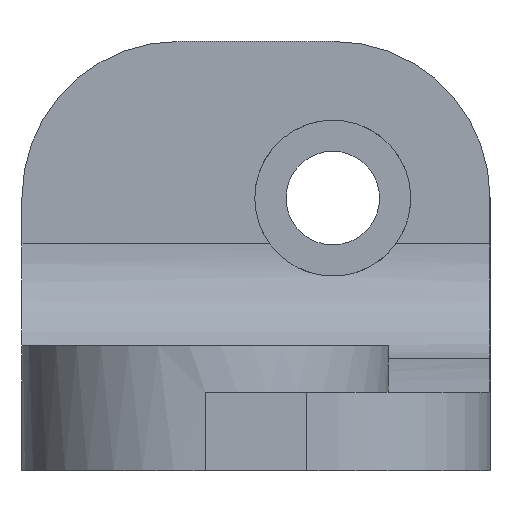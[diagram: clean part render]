
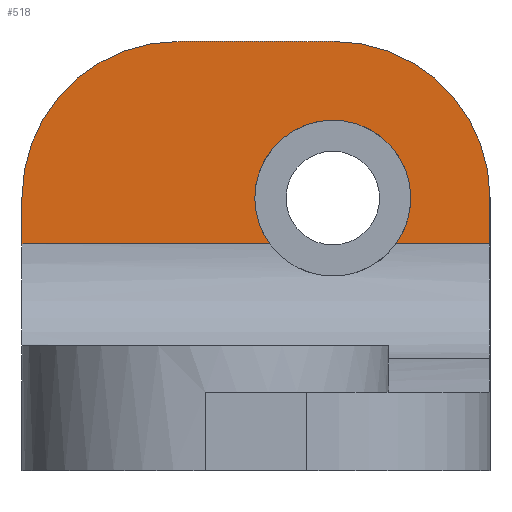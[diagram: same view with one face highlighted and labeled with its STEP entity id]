
A CAD part, left-side view. The second image highlights one B-rep face of the part: STEP entity #518.
In plain terms, the highlighted planar face has unit normal (-1, 0, 0).
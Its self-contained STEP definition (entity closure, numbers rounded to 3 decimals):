
#35=PLANE('',#565);
#50=FACE_OUTER_BOUND('',#81,.T.);
#81=EDGE_LOOP('',(#359,#360,#361,#362,#363,#364,#365,#366,#367));
#126=LINE('',#805,#161);
#129=LINE('',#811,#164);
#130=LINE('',#813,#165);
#131=LINE('',#819,#166);
#132=LINE('',#821,#167);
#161=VECTOR('',#638,10.);
#164=VECTOR('',#643,10.);
#165=VECTOR('',#644,10.);
#166=VECTOR('',#649,10.);
#167=VECTOR('',#650,10.);
#194=CIRCLE('',#562,20.);
#196=CIRCLE('',#566,10.);
#197=CIRCLE('',#567,10.);
#198=CIRCLE('',#568,20.);
#228=VERTEX_POINT('',#795);
#229=VERTEX_POINT('',#796);
#232=VERTEX_POINT('',#804);
#234=VERTEX_POINT('',#810);
#235=VERTEX_POINT('',#812);
#236=VERTEX_POINT('',#814);
#237=VERTEX_POINT('',#816);
#238=VERTEX_POINT('',#818);
#239=VERTEX_POINT('',#820);
#277=EDGE_CURVE('',#228,#229,#194,.T.);
#281=EDGE_CURVE('',#229,#232,#126,.T.);
#284=EDGE_CURVE('',#234,#228,#129,.T.);
#285=EDGE_CURVE('',#235,#234,#130,.T.);
#286=EDGE_CURVE('',#235,#236,#196,.T.);
#287=EDGE_CURVE('',#236,#237,#197,.T.);
#288=EDGE_CURVE('',#238,#237,#131,.T.);
#289=EDGE_CURVE('',#238,#239,#132,.T.);
#290=EDGE_CURVE('',#232,#239,#198,.T.);
#359=ORIENTED_EDGE('',*,*,#277,.F.);
#360=ORIENTED_EDGE('',*,*,#284,.F.);
#361=ORIENTED_EDGE('',*,*,#285,.F.);
#362=ORIENTED_EDGE('',*,*,#286,.T.);
#363=ORIENTED_EDGE('',*,*,#287,.T.);
#364=ORIENTED_EDGE('',*,*,#288,.F.);
#365=ORIENTED_EDGE('',*,*,#289,.T.);
#366=ORIENTED_EDGE('',*,*,#290,.F.);
#367=ORIENTED_EDGE('',*,*,#281,.F.);
#518=ADVANCED_FACE('',(#50),#35,.T.);
#562=AXIS2_PLACEMENT_3D('',#797,#630,#631);
#565=AXIS2_PLACEMENT_3D('',#809,#641,#642);
#566=AXIS2_PLACEMENT_3D('',#815,#645,#646);
#567=AXIS2_PLACEMENT_3D('',#817,#647,#648);
#568=AXIS2_PLACEMENT_3D('',#822,#651,#652);
#630=DIRECTION('center_axis',(1.,0.,0.));
#631=DIRECTION('ref_axis',(0.,0.707,0.707));
#638=DIRECTION('',(0.,-1.,0.));
#641=DIRECTION('center_axis',(-1.,0.,0.));
#642=DIRECTION('ref_axis',(0.,-1.,0.));
#643=DIRECTION('',(0.,0.,1.));
#644=DIRECTION('',(0.,1.,0.));
#645=DIRECTION('center_axis',(1.,0.,0.));
#646=DIRECTION('ref_axis',(0.,-1.,0.));
#647=DIRECTION('center_axis',(1.,0.,0.));
#648=DIRECTION('ref_axis',(0.,-1.,0.));
#649=DIRECTION('',(0.,1.,0.));
#650=DIRECTION('',(0.,0.,1.));
#651=DIRECTION('center_axis',(1.,0.,0.));
#652=DIRECTION('ref_axis',(0.,-0.707,0.707));
#795=CARTESIAN_POINT('',(26.5,23.5,35.));
#796=CARTESIAN_POINT('',(26.5,3.5,55.));
#797=CARTESIAN_POINT('Origin',(26.5,3.5,35.));
#804=CARTESIAN_POINT('',(26.5,-16.5,55.));
#805=CARTESIAN_POINT('',(26.5,23.5,55.));
#809=CARTESIAN_POINT('Origin',(26.5,23.5,10.));
#810=CARTESIAN_POINT('',(26.5,23.5,29.054));
#811=CARTESIAN_POINT('',(26.5,23.5,10.));
#812=CARTESIAN_POINT('',(26.5,-8.252,29.054));
#813=CARTESIAN_POINT('',(26.5,8.5,29.054));
#814=CARTESIAN_POINT('',(26.5,-6.348,34.925));
#815=CARTESIAN_POINT('Origin',(26.5,-16.348,34.925));
#816=CARTESIAN_POINT('',(26.5,-24.444,29.054));
#817=CARTESIAN_POINT('Origin',(26.5,-16.348,34.925));
#818=CARTESIAN_POINT('',(26.5,-36.5,29.054));
#819=CARTESIAN_POINT('',(26.5,8.5,29.054));
#820=CARTESIAN_POINT('',(26.5,-36.5,35.));
#821=CARTESIAN_POINT('',(26.5,-36.5,10.));
#822=CARTESIAN_POINT('Origin',(26.5,-16.5,35.));
